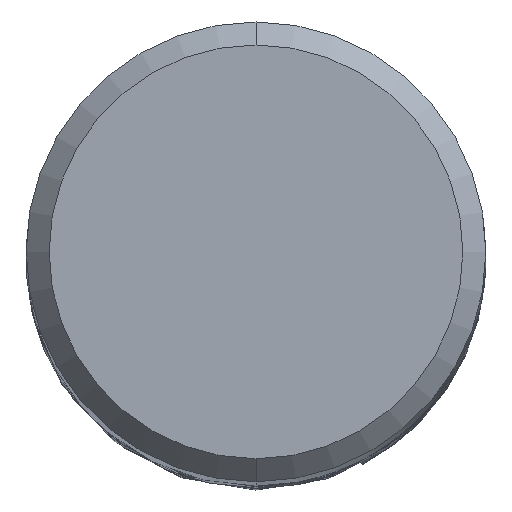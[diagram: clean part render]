
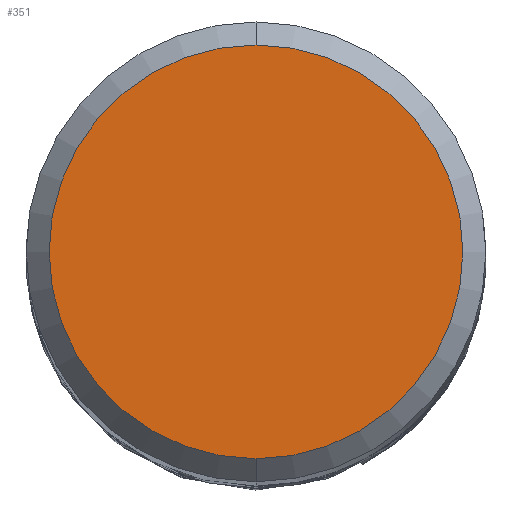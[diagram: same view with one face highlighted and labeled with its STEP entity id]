
A CAD part, top view. The second image highlights one B-rep face of the part: STEP entity #351.
In plain terms, the highlighted planar face has unit normal (0, 0, 1).
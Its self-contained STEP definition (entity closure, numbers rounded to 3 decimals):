
#351=ADVANCED_FACE('',(#857),#858,.T.);
#413=VERTEX_POINT('',#925);
#519=VERTEX_POINT('',#1041);
#635=EDGE_CURVE('',#413,#519,#1167,.T.);
#649=EDGE_CURVE('',#519,#413,#1182,.T.);
#857=FACE_OUTER_BOUND('',#2680,.T.);
#858=PLANE('',#2681);
#925=CARTESIAN_POINT('',(0.,-3.6,0.0));
#1041=CARTESIAN_POINT('',(0.0,3.6,0.0));
#1167=CIRCLE('',#6622,3.6);
#1182=CIRCLE('',#6723,3.6);
#2680=EDGE_LOOP('',(#8888,#8889));
#2681=AXIS2_PLACEMENT_3D('',#8890,#8891,#8892);
#6622=AXIS2_PLACEMENT_3D('',#9178,#9179,#9180);
#6723=AXIS2_PLACEMENT_3D('',#9190,#9191,#9192);
#8888=ORIENTED_EDGE('',*,*,#649,.F.);
#8889=ORIENTED_EDGE('',*,*,#635,.F.);
#8890=CARTESIAN_POINT('',(0.0,1.8,0.0));
#8891=DIRECTION('',(-0.0,0.0,1.0));
#8892=DIRECTION('',(0.0,-1.0,0.0));
#9178=CARTESIAN_POINT('',(0.0,0.0,0.0));
#9179=DIRECTION('',(0.0,0.0,-1.0));
#9180=DIRECTION('',(0.0,1.0,0.0));
#9190=CARTESIAN_POINT('',(0.0,0.0,0.0));
#9191=DIRECTION('',(0.0,0.0,-1.0));
#9192=DIRECTION('',(0.0,1.0,0.0));
